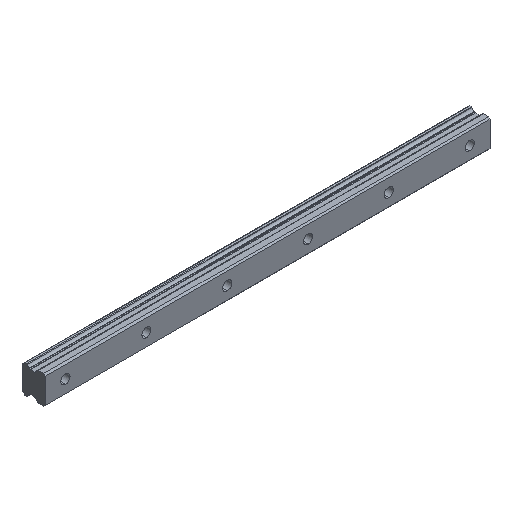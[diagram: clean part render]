
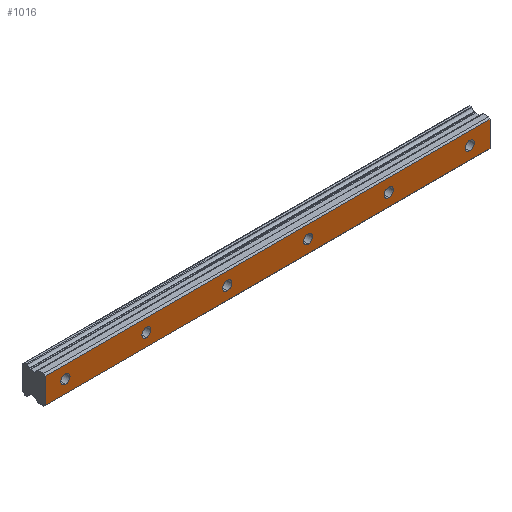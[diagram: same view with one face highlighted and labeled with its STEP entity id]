
A CAD part, isometric view. The second image highlights one B-rep face of the part: STEP entity #1016.
In plain terms, the highlighted planar face has unit normal (0, -1, 0).
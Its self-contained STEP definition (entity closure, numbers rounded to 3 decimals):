
#6 = CARTESIAN_POINT ( 'NONE',  ( 400., 0., 0. ) ) ;
#18 = EDGE_CURVE ( 'NONE', #2121, #884, #563, .T. ) ;
#32 = DIRECTION ( 'NONE',  ( 0., -1., 0. ) ) ;
#39 = VERTEX_POINT ( 'NONE', #1362 ) ;
#58 = AXIS2_PLACEMENT_3D ( 'NONE', #454, #1847, #1497 ) ;
#64 = AXIS2_PLACEMENT_3D ( 'NONE', #2104, #1795, #406 ) ;
#67 = AXIS2_PLACEMENT_3D ( 'NONE', #1052, #1874, #1387 ) ;
#68 = EDGE_CURVE ( 'NONE', #1090, #282, #1698, .T. ) ;
#106 = FACE_BOUND ( 'NONE', #2097, .T. ) ;
#108 = DIRECTION ( 'NONE',  ( 1., 0., 0. ) ) ;
#124 = DIRECTION ( 'NONE',  ( 0., -1., 0. ) ) ;
#143 = CIRCLE ( 'NONE', #606, 4.5 ) ;
#157 = CARTESIAN_POINT ( 'NONE',  ( 420., 0., -12.5 ) ) ;
#167 = CARTESIAN_POINT ( 'NONE',  ( -20., 0., 12.5 ) ) ;
#168 = AXIS2_PLACEMENT_3D ( 'NONE', #1976, #2148, #774 ) ;
#182 = VECTOR ( 'NONE', #2214, 1000. ) ;
#191 = CARTESIAN_POINT ( 'NONE',  ( -20., 0., -12.5 ) ) ;
#220 = EDGE_CURVE ( 'NONE', #1927, #667, #143, .T. ) ;
#229 = VERTEX_POINT ( 'NONE', #245 ) ;
#231 = ORIENTED_EDGE ( 'NONE', *, *, #1726, .F. ) ;
#234 = CARTESIAN_POINT ( 'NONE',  ( 420., 0., -12.5 ) ) ;
#241 = ORIENTED_EDGE ( 'NONE', *, *, #561, .F. ) ;
#245 = CARTESIAN_POINT ( 'NONE',  ( 0., 0., -4.5 ) ) ;
#274 = VECTOR ( 'NONE', #108, 1000. ) ;
#276 = CARTESIAN_POINT ( 'NONE',  ( 420., 0., 12.5 ) ) ;
#282 = VERTEX_POINT ( 'NONE', #1168 ) ;
#296 = DIRECTION ( 'NONE',  ( 0., 0., 1. ) ) ;
#302 = VERTEX_POINT ( 'NONE', #1693 ) ;
#317 = ORIENTED_EDGE ( 'NONE', *, *, #1085, .F. ) ;
#325 = VERTEX_POINT ( 'NONE', #1194 ) ;
#356 = DIRECTION ( 'NONE',  ( 0., 0., 1. ) ) ;
#367 = DIRECTION ( 'NONE',  ( 0., 0., -1. ) ) ;
#373 = EDGE_LOOP ( 'NONE', ( #1420, #496 ) ) ;
#378 = CARTESIAN_POINT ( 'NONE',  ( 420., 0., 12.5 ) ) ;
#394 = CARTESIAN_POINT ( 'NONE',  ( 420., 0., 12.5 ) ) ;
#399 = EDGE_LOOP ( 'NONE', ( #492, #549 ) ) ;
#406 = DIRECTION ( 'NONE',  ( 0., 0., 1. ) ) ;
#423 = CIRCLE ( 'NONE', #67, 4.5 ) ;
#438 = FACE_BOUND ( 'NONE', #843, .T. ) ;
#454 = CARTESIAN_POINT ( 'NONE',  ( 160., 0., 0. ) ) ;
#476 = CARTESIAN_POINT ( 'NONE',  ( 240., 0., -4.5 ) ) ;
#492 = ORIENTED_EDGE ( 'NONE', *, *, #1259, .F. ) ;
#493 = CIRCLE ( 'NONE', #2039, 4.5 ) ;
#496 = ORIENTED_EDGE ( 'NONE', *, *, #2087, .F. ) ;
#537 = EDGE_CURVE ( 'NONE', #302, #229, #1479, .T. ) ;
#549 = ORIENTED_EDGE ( 'NONE', *, *, #1973, .F. ) ;
#561 = EDGE_CURVE ( 'NONE', #1592, #879, #596, .T. ) ;
#563 = LINE ( 'NONE', #394, #604 ) ;
#586 = CARTESIAN_POINT ( 'NONE',  ( 400., 0., 4.5 ) ) ;
#596 = CIRCLE ( 'NONE', #168, 4.5 ) ;
#604 = VECTOR ( 'NONE', #367, 1000. ) ;
#606 = AXIS2_PLACEMENT_3D ( 'NONE', #761, #32, #2122 ) ;
#622 = CARTESIAN_POINT ( 'NONE',  ( 420., 0., 12.5 ) ) ;
#661 = CARTESIAN_POINT ( 'NONE',  ( 80., 0., 0. ) ) ;
#667 = VERTEX_POINT ( 'NONE', #586 ) ;
#670 = CIRCLE ( 'NONE', #1703, 4.5 ) ;
#690 = DIRECTION ( 'NONE',  ( 0., -1., 0. ) ) ;
#691 = EDGE_LOOP ( 'NONE', ( #317, #231 ) ) ;
#702 = VERTEX_POINT ( 'NONE', #476 ) ;
#707 = ORIENTED_EDGE ( 'NONE', *, *, #803, .F. ) ;
#716 = LINE ( 'NONE', #157, #2002 ) ;
#731 = EDGE_LOOP ( 'NONE', ( #1859, #1796 ) ) ;
#736 = AXIS2_PLACEMENT_3D ( 'NONE', #2159, #1768, #917 ) ;
#761 = CARTESIAN_POINT ( 'NONE',  ( 400., 0., 0. ) ) ;
#774 = DIRECTION ( 'NONE',  ( 0., 0., 1. ) ) ;
#777 = EDGE_CURVE ( 'NONE', #229, #302, #1928, .T. ) ;
#784 = CIRCLE ( 'NONE', #64, 4.5 ) ;
#795 = FACE_BOUND ( 'NONE', #373, .T. ) ;
#803 = EDGE_CURVE ( 'NONE', #879, #1592, #963, .T. ) ;
#806 = ORIENTED_EDGE ( 'NONE', *, *, #68, .F. ) ;
#843 = EDGE_LOOP ( 'NONE', ( #1739, #860 ) ) ;
#860 = ORIENTED_EDGE ( 'NONE', *, *, #777, .F. ) ;
#879 = VERTEX_POINT ( 'NONE', #1919 ) ;
#884 = VERTEX_POINT ( 'NONE', #234 ) ;
#917 = DIRECTION ( 'NONE',  ( 0., 0., 1. ) ) ;
#963 = CIRCLE ( 'NONE', #58, 4.5 ) ;
#965 = VERTEX_POINT ( 'NONE', #1630 ) ;
#970 = FACE_BOUND ( 'NONE', #399, .T. ) ;
#988 = CARTESIAN_POINT ( 'NONE',  ( 320., 0., 0. ) ) ;
#1016 = ADVANCED_FACE ( 'NONE', ( #1982, #438, #1130, #970, #1643, #106, #795 ), #1466, .F. ) ;
#1035 = CARTESIAN_POINT ( 'NONE',  ( 240., 0., 0. ) ) ;
#1052 = CARTESIAN_POINT ( 'NONE',  ( 320., 0., 0. ) ) ;
#1085 = EDGE_CURVE ( 'NONE', #325, #702, #670, .T. ) ;
#1090 = VERTEX_POINT ( 'NONE', #191 ) ;
#1094 = DIRECTION ( 'NONE',  ( 0., -1., 0. ) ) ;
#1130 = FACE_BOUND ( 'NONE', #731, .T. ) ;
#1168 = CARTESIAN_POINT ( 'NONE',  ( -20., 0., 12.5 ) ) ;
#1194 = CARTESIAN_POINT ( 'NONE',  ( 240., 0., 4.5 ) ) ;
#1207 = VERTEX_POINT ( 'NONE', #1395 ) ;
#1259 = EDGE_CURVE ( 'NONE', #965, #1207, #1527, .T. ) ;
#1304 = DIRECTION ( 'NONE',  ( 0., 1., 0. ) ) ;
#1317 = ORIENTED_EDGE ( 'NONE', *, *, #1892, .F. ) ;
#1330 = DIRECTION ( 'NONE',  ( 0., -1., 0. ) ) ;
#1355 = CARTESIAN_POINT ( 'NONE',  ( 400., 0., -4.5 ) ) ;
#1362 = CARTESIAN_POINT ( 'NONE',  ( 80., 0., 4.5 ) ) ;
#1370 = DIRECTION ( 'NONE',  ( 0., 0., 1. ) ) ;
#1387 = DIRECTION ( 'NONE',  ( 0., 0., 1. ) ) ;
#1390 = CARTESIAN_POINT ( 'NONE',  ( 160., 0., 4.5 ) ) ;
#1393 = EDGE_CURVE ( 'NONE', #667, #1927, #1778, .T. ) ;
#1395 = CARTESIAN_POINT ( 'NONE',  ( 320., 0., -4.5 ) ) ;
#1420 = ORIENTED_EDGE ( 'NONE', *, *, #1845, .F. ) ;
#1466 = PLANE ( 'NONE',  #1850 ) ;
#1479 = CIRCLE ( 'NONE', #736, 4.5 ) ;
#1497 = DIRECTION ( 'NONE',  ( 0., 0., 1. ) ) ;
#1527 = CIRCLE ( 'NONE', #2110, 4.5 ) ;
#1531 = AXIS2_PLACEMENT_3D ( 'NONE', #661, #1330, #296 ) ;
#1539 = DIRECTION ( 'NONE',  ( 0., -1., 0. ) ) ;
#1592 = VERTEX_POINT ( 'NONE', #1390 ) ;
#1597 = AXIS2_PLACEMENT_3D ( 'NONE', #2191, #1994, #1985 ) ;
#1630 = CARTESIAN_POINT ( 'NONE',  ( 320., 0., 4.5 ) ) ;
#1643 = FACE_BOUND ( 'NONE', #691, .T. ) ;
#1693 = CARTESIAN_POINT ( 'NONE',  ( 0., 0., 4.5 ) ) ;
#1698 = LINE ( 'NONE', #167, #182 ) ;
#1699 = CARTESIAN_POINT ( 'NONE',  ( 80., 0., -4.5 ) ) ;
#1703 = AXIS2_PLACEMENT_3D ( 'NONE', #1035, #1539, #356 ) ;
#1716 = DIRECTION ( 'NONE',  ( -1., 0., 0. ) ) ;
#1720 = ORIENTED_EDGE ( 'NONE', *, *, #1886, .F. ) ;
#1726 = EDGE_CURVE ( 'NONE', #702, #325, #784, .T. ) ;
#1732 = EDGE_LOOP ( 'NONE', ( #1317, #1925, #1720, #806 ) ) ;
#1739 = ORIENTED_EDGE ( 'NONE', *, *, #537, .F. ) ;
#1746 = CARTESIAN_POINT ( 'NONE',  ( 80., 0., 0. ) ) ;
#1768 = DIRECTION ( 'NONE',  ( 0., -1., 0. ) ) ;
#1778 = CIRCLE ( 'NONE', #1851, 4.5 ) ;
#1795 = DIRECTION ( 'NONE',  ( 0., -1., 0. ) ) ;
#1796 = ORIENTED_EDGE ( 'NONE', *, *, #220, .F. ) ;
#1814 = LINE ( 'NONE', #276, #274 ) ;
#1845 = EDGE_CURVE ( 'NONE', #39, #1907, #1896, .T. ) ;
#1847 = DIRECTION ( 'NONE',  ( 0., -1., 0. ) ) ;
#1850 = AXIS2_PLACEMENT_3D ( 'NONE', #622, #1304, #2173 ) ;
#1851 = AXIS2_PLACEMENT_3D ( 'NONE', #6, #690, #1370 ) ;
#1859 = ORIENTED_EDGE ( 'NONE', *, *, #1393, .F. ) ;
#1874 = DIRECTION ( 'NONE',  ( 0., -1., 0. ) ) ;
#1886 = EDGE_CURVE ( 'NONE', #282, #2121, #1814, .T. ) ;
#1892 = EDGE_CURVE ( 'NONE', #884, #1090, #716, .T. ) ;
#1896 = CIRCLE ( 'NONE', #1531, 4.5 ) ;
#1907 = VERTEX_POINT ( 'NONE', #1699 ) ;
#1919 = CARTESIAN_POINT ( 'NONE',  ( 160., 0., -4.5 ) ) ;
#1925 = ORIENTED_EDGE ( 'NONE', *, *, #18, .F. ) ;
#1927 = VERTEX_POINT ( 'NONE', #1355 ) ;
#1928 = CIRCLE ( 'NONE', #1597, 4.5 ) ;
#1967 = DIRECTION ( 'NONE',  ( 0., 0., 1. ) ) ;
#1973 = EDGE_CURVE ( 'NONE', #1207, #965, #423, .T. ) ;
#1976 = CARTESIAN_POINT ( 'NONE',  ( 160., 0., 0. ) ) ;
#1982 = FACE_OUTER_BOUND ( 'NONE', #1732, .T. ) ;
#1985 = DIRECTION ( 'NONE',  ( 0., 0., 1. ) ) ;
#1994 = DIRECTION ( 'NONE',  ( 0., -1., 0. ) ) ;
#2002 = VECTOR ( 'NONE', #1716, 1000. ) ;
#2039 = AXIS2_PLACEMENT_3D ( 'NONE', #1746, #1094, #1967 ) ;
#2087 = EDGE_CURVE ( 'NONE', #1907, #39, #493, .T. ) ;
#2097 = EDGE_LOOP ( 'NONE', ( #241, #707 ) ) ;
#2104 = CARTESIAN_POINT ( 'NONE',  ( 240., 0., 0. ) ) ;
#2110 = AXIS2_PLACEMENT_3D ( 'NONE', #988, #124, #2154 ) ;
#2121 = VERTEX_POINT ( 'NONE', #378 ) ;
#2122 = DIRECTION ( 'NONE',  ( 0., 0., 1. ) ) ;
#2148 = DIRECTION ( 'NONE',  ( 0., -1., 0. ) ) ;
#2154 = DIRECTION ( 'NONE',  ( 0., 0., 1. ) ) ;
#2159 = CARTESIAN_POINT ( 'NONE',  ( 0., 0., 0. ) ) ;
#2173 = DIRECTION ( 'NONE',  ( 0., 0., 1. ) ) ;
#2191 = CARTESIAN_POINT ( 'NONE',  ( 0., 0., 0. ) ) ;
#2214 = DIRECTION ( 'NONE',  ( 0., 0., 1. ) ) ;
